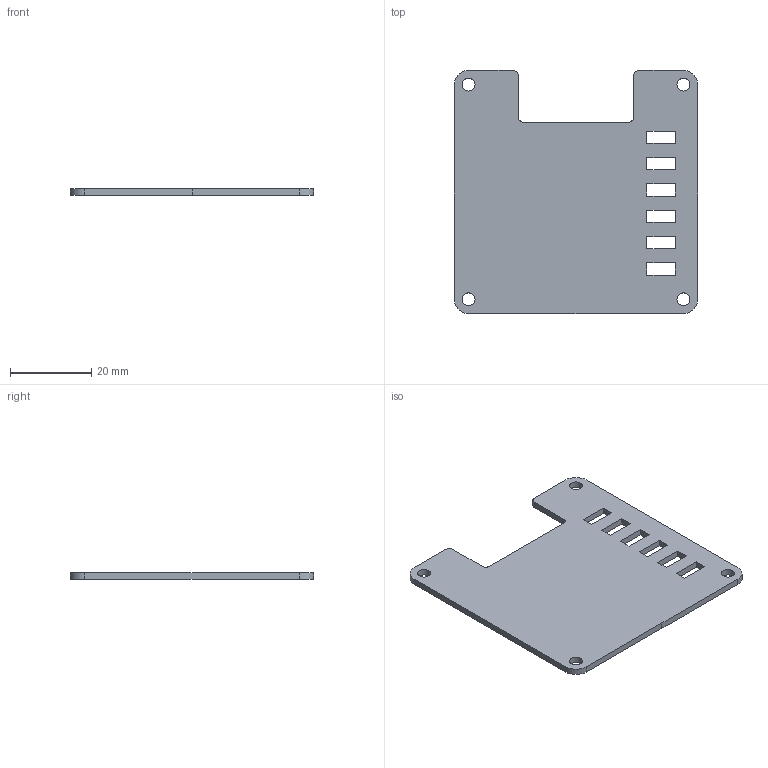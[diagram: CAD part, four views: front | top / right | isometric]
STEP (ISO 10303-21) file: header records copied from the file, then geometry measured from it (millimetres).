
FILE_DESCRIPTION(('KiCad electronic assembly'),'2;1');
FILE_NAME('Top Board.step','2024-04-15T10:48:15',('Pcbnew'),('Kicad'), 'Open CASCADE STEP processor 7.7','KiCad to STEP converter','Unknown' );
FILE_SCHEMA(('AUTOMOTIVE_DESIGN { 1 0 10303 214 1 1 1 1 }'));
Length unit declared in the file: millimetre
Products named in the file (10): Top Board 1; Top Board_pad_1; Top Board_pad_2; Top Board_pad_3; Top Board_pad_4; Top Board_pad_5; Top Board_pad_6; Top Board_pad_7; Top Board_pad_8; Top Board_PCB
Assembly tree (9 placements, depth 2):
  Top Board 1
    Top Board_pad_1
    Top Board_pad_2
    Top Board_pad_3
    Top Board_pad_4
    Top Board_pad_5
    Top Board_pad_6
    Top Board_pad_7
    Top Board_pad_8
    Top Board_PCB
Bounding box: 60 x 60 x 1.6 mm (x, y, z)
Volume: 4908.7 mm3; surface area: 6804 mm2
Topology: 1 solids, 1 shells, 47 faces, 135 edges, 90 vertices
Faces by surface type: plane 35, cylinder 12
Full cylindrical faces by diameter (mm): 3.2 x4
Entity records: 1754 total; most frequent: CARTESIAN_POINT 282, DIRECTION 273, ORIENTED_EDGE 270, EDGE_CURVE 135, LINE 111, VECTOR 111, VERTEX_POINT 90, AXIS2_PLACEMENT_3D 81
